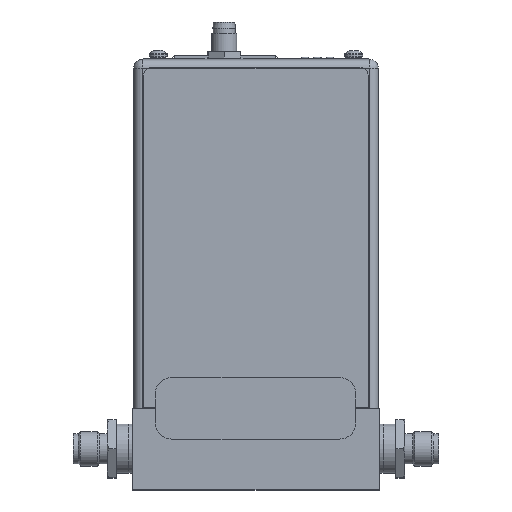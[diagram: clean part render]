
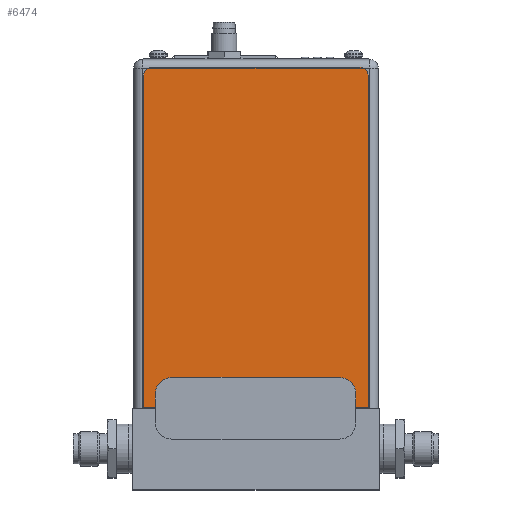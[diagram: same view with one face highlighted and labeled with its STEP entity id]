
A CAD part, top view. The second image highlights one B-rep face of the part: STEP entity #6474.
In plain terms, the highlighted planar face has unit normal (0, 0, 1).
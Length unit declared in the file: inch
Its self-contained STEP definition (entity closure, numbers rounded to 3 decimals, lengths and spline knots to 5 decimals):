
#6307=CARTESIAN_POINT('',(2.63,4.04,0.004));
#6308=DIRECTION('',(0.,0.,-1.));
#6309=DIRECTION('',(0.,1.,0.));
#6310=AXIS2_PLACEMENT_3D('',#6307,#6308,#6309);
#6312=DIRECTION('',(0.,-1.,0.));
#6313=VECTOR('',#6312,4.04);
#6314=CARTESIAN_POINT('',(2.73,4.04,0.004));
#6315=LINE('',#6314,#6313);
#6316=DIRECTION('',(-1.,0.,0.));
#6317=VECTOR('',#6316,2.73);
#6318=CARTESIAN_POINT('',(2.73,0.,0.004));
#6319=LINE('',#6318,#6317);
#6320=DIRECTION('',(0.,1.,0.));
#6321=VECTOR('',#6320,4.04);
#6322=CARTESIAN_POINT('',(0.,0.,0.004));
#6323=LINE('',#6322,#6321);
#6324=CARTESIAN_POINT('',(0.1,4.04,0.004));
#6325=DIRECTION('',(0.,0.,-1.));
#6326=DIRECTION('',(-1.,0.,0.));
#6327=AXIS2_PLACEMENT_3D('',#6324,#6325,#6326);
#6329=DIRECTION('',(1.,0.,0.));
#6330=VECTOR('',#6329,2.53);
#6331=CARTESIAN_POINT('',(0.1,4.14,0.004));
#6332=LINE('',#6331,#6330);
#6345=CARTESIAN_POINT('',(2.73,4.04,0.004));
#6346=VERTEX_POINT('',#6345);
#6347=CARTESIAN_POINT('',(2.63,4.14,0.004));
#6348=VERTEX_POINT('',#6347);
#6349=CARTESIAN_POINT('',(2.73,0.,0.004));
#6350=VERTEX_POINT('',#6349);
#6351=CARTESIAN_POINT('',(0.,0.,0.004));
#6352=VERTEX_POINT('',#6351);
#6353=CARTESIAN_POINT('',(0.,4.04,0.004));
#6354=VERTEX_POINT('',#6353);
#6355=CARTESIAN_POINT('',(0.1,4.14,0.004));
#6356=VERTEX_POINT('',#6355);
#6461=CARTESIAN_POINT('',(0.,0.,0.004));
#6462=DIRECTION('',(0.,0.,1.));
#6463=DIRECTION('',(1.,0.,0.));
#6464=AXIS2_PLACEMENT_3D('',#6461,#6462,#6463);
#6465=PLANE('',#6464);
#6466=ORIENTED_EDGE('',*,*,#6385,.T.);
#6467=ORIENTED_EDGE('',*,*,#6401,.T.);
#6468=ORIENTED_EDGE('',*,*,#6414,.T.);
#6469=ORIENTED_EDGE('',*,*,#6427,.T.);
#6470=ORIENTED_EDGE('',*,*,#6442,.T.);
#6471=ORIENTED_EDGE('',*,*,#6454,.T.);
#6472=EDGE_LOOP('',(#6466,#6467,#6468,#6469,#6470,#6471));
#6473=FACE_OUTER_BOUND('',#6472,.F.);
#6474=ADVANCED_FACE('',(#6473),#6465,.T.);
#6311=CIRCLE('',#6310,0.1);
#6328=CIRCLE('',#6327,0.1);
#6385=EDGE_CURVE('',#6348,#6346,#6311,.T.);
#6401=EDGE_CURVE('',#6346,#6350,#6315,.T.);
#6414=EDGE_CURVE('',#6350,#6352,#6319,.T.);
#6427=EDGE_CURVE('',#6352,#6354,#6323,.T.);
#6442=EDGE_CURVE('',#6354,#6356,#6328,.T.);
#6454=EDGE_CURVE('',#6356,#6348,#6332,.T.);
